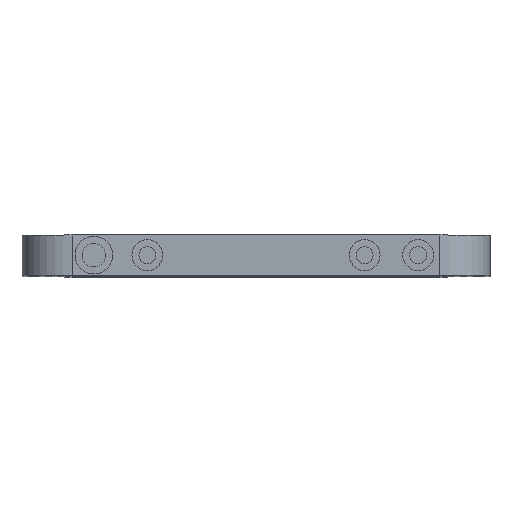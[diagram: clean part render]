
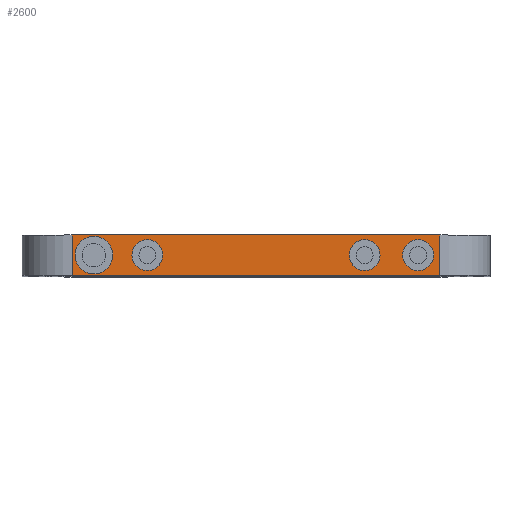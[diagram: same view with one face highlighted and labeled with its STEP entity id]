
A CAD part, top view. The second image highlights one B-rep face of the part: STEP entity #2600.
In plain terms, the highlighted planar face has unit normal (0, 0, 1).
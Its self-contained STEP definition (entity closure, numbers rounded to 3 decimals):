
#4 = AXIS2_PLACEMENT_3D ( 'NONE', #1431, #880, #2300 ) ;
#13 = ORIENTED_EDGE ( 'NONE', *, *, #446, .T. ) ;
#41 = VERTEX_POINT ( 'NONE', #150 ) ;
#44 = CIRCLE ( 'NONE', #424, 9.25 ) ;
#99 = CARTESIAN_POINT ( 'NONE',  ( 0., 12.05, 295. ) ) ;
#103 = VERTEX_POINT ( 'NONE', #3237 ) ;
#150 = CARTESIAN_POINT ( 'NONE',  ( 55.75, 0., 295. ) ) ;
#165 = EDGE_LOOP ( 'NONE', ( #2108, #388 ) ) ;
#185 = DIRECTION ( 'NONE',  ( 1., 0., 0. ) ) ;
#254 = EDGE_LOOP ( 'NONE', ( #2525, #2965 ) ) ;
#295 = VERTEX_POINT ( 'NONE', #3570 ) ;
#388 = ORIENTED_EDGE ( 'NONE', *, *, #3154, .F. ) ;
#398 = DIRECTION ( 'NONE',  ( 0., 0., 1. ) ) ;
#424 = AXIS2_PLACEMENT_3D ( 'NONE', #3451, #3155, #522 ) ;
#446 = EDGE_CURVE ( 'NONE', #2182, #1295, #2505, .T. ) ;
#460 = LINE ( 'NONE', #2530, #2783 ) ;
#517 = ORIENTED_EDGE ( 'NONE', *, *, #2123, .F. ) ;
#522 = DIRECTION ( 'NONE',  ( 1., 0., 0. ) ) ;
#547 = CIRCLE ( 'NONE', #916, 11.25 ) ;
#595 = AXIS2_PLACEMENT_3D ( 'NONE', #3074, #2802, #1362 ) ;
#596 = CARTESIAN_POINT ( 'NONE',  ( 87.75, 0., 295. ) ) ;
#627 = VERTEX_POINT ( 'NONE', #596 ) ;
#649 = EDGE_CURVE ( 'NONE', #295, #2182, #1829, .T. ) ;
#696 = DIRECTION ( 'NONE',  ( 0., -1., 0. ) ) ;
#759 = DIRECTION ( 'NONE',  ( 1., 0., 0. ) ) ;
#769 = DIRECTION ( 'NONE',  ( 0., 1., 0. ) ) ;
#798 = EDGE_CURVE ( 'NONE', #1010, #3007, #547, .T. ) ;
#822 = CARTESIAN_POINT ( 'NONE',  ( 97., 0., 295. ) ) ;
#849 = CIRCLE ( 'NONE', #1890, 9.25 ) ;
#880 = DIRECTION ( 'NONE',  ( 0., 0., 1. ) ) ;
#905 = EDGE_CURVE ( 'NONE', #1774, #627, #44, .T. ) ;
#916 = AXIS2_PLACEMENT_3D ( 'NONE', #1311, #2774, #185 ) ;
#963 = CIRCLE ( 'NONE', #1524, 9.25 ) ;
#987 = ORIENTED_EDGE ( 'NONE', *, *, #3006, .T. ) ;
#992 = VERTEX_POINT ( 'NONE', #1973 ) ;
#1010 = VERTEX_POINT ( 'NONE', #1418 ) ;
#1027 = FACE_BOUND ( 'NONE', #3291, .T. ) ;
#1031 = DIRECTION ( 'NONE',  ( -1., 0., 0. ) ) ;
#1235 = VERTEX_POINT ( 'NONE', #1566 ) ;
#1271 = CIRCLE ( 'NONE', #595, 11.25 ) ;
#1279 = CARTESIAN_POINT ( 'NONE',  ( 110., -12.05, 295. ) ) ;
#1293 = EDGE_CURVE ( 'NONE', #1235, #295, #2782, .T. ) ;
#1295 = VERTEX_POINT ( 'NONE', #1279 ) ;
#1311 = CARTESIAN_POINT ( 'NONE',  ( -97., 0., 295. ) ) ;
#1357 = CARTESIAN_POINT ( 'NONE',  ( 0., -12.05, 295. ) ) ;
#1362 = DIRECTION ( 'NONE',  ( 1., 0., 0. ) ) ;
#1370 = ORIENTED_EDGE ( 'NONE', *, *, #1293, .T. ) ;
#1390 = EDGE_CURVE ( 'NONE', #627, #1774, #2420, .T. ) ;
#1403 = AXIS2_PLACEMENT_3D ( 'NONE', #3123, #2836, #759 ) ;
#1408 = EDGE_CURVE ( 'NONE', #41, #992, #3782, .T. ) ;
#1411 = DIRECTION ( 'NONE',  ( 1., 0., 0. ) ) ;
#1418 = CARTESIAN_POINT ( 'NONE',  ( -108.25, 0., 295. ) ) ;
#1431 = CARTESIAN_POINT ( 'NONE',  ( -65., 0., 295. ) ) ;
#1432 = ORIENTED_EDGE ( 'NONE', *, *, #649, .T. ) ;
#1503 = AXIS2_PLACEMENT_3D ( 'NONE', #822, #3744, #1411 ) ;
#1524 = AXIS2_PLACEMENT_3D ( 'NONE', #2768, #398, #2189 ) ;
#1551 = EDGE_LOOP ( 'NONE', ( #2957, #2193 ) ) ;
#1566 = CARTESIAN_POINT ( 'NONE',  ( 110., 12.05, 295. ) ) ;
#1629 = CARTESIAN_POINT ( 'NONE',  ( -85.75, 0., 295. ) ) ;
#1676 = FACE_BOUND ( 'NONE', #165, .T. ) ;
#1720 = DIRECTION ( 'NONE',  ( 0., 0., 1. ) ) ;
#1736 = DIRECTION ( 'NONE',  ( 1., 0., 0. ) ) ;
#1774 = VERTEX_POINT ( 'NONE', #2421 ) ;
#1829 = LINE ( 'NONE', #3565, #3733 ) ;
#1877 = CARTESIAN_POINT ( 'NONE',  ( -65., 0., 295. ) ) ;
#1890 = AXIS2_PLACEMENT_3D ( 'NONE', #1877, #2163, #3422 ) ;
#1905 = CARTESIAN_POINT ( 'NONE',  ( -110., -12.05, 295. ) ) ;
#1973 = CARTESIAN_POINT ( 'NONE',  ( 74.25, 0., 295. ) ) ;
#2108 = ORIENTED_EDGE ( 'NONE', *, *, #3490, .F. ) ;
#2123 = EDGE_CURVE ( 'NONE', #992, #41, #963, .T. ) ;
#2163 = DIRECTION ( 'NONE',  ( 0., 0., 1. ) ) ;
#2182 = VERTEX_POINT ( 'NONE', #1905 ) ;
#2189 = DIRECTION ( 'NONE',  ( 1., 0., 0. ) ) ;
#2193 = ORIENTED_EDGE ( 'NONE', *, *, #798, .F. ) ;
#2300 = DIRECTION ( 'NONE',  ( 1., 0., 0. ) ) ;
#2382 = VECTOR ( 'NONE', #3689, 1000. ) ;
#2420 = CIRCLE ( 'NONE', #1503, 9.25 ) ;
#2421 = CARTESIAN_POINT ( 'NONE',  ( 106.25, 0., 295. ) ) ;
#2466 = EDGE_LOOP ( 'NONE', ( #1370, #1432, #13, #987 ) ) ;
#2505 = LINE ( 'NONE', #1357, #2382 ) ;
#2525 = ORIENTED_EDGE ( 'NONE', *, *, #905, .F. ) ;
#2530 = CARTESIAN_POINT ( 'NONE',  ( 110., -12.05, 295. ) ) ;
#2591 = CIRCLE ( 'NONE', #4, 9.25 ) ;
#2600 = ADVANCED_FACE ( 'NONE', ( #1676, #1027, #2872, #3397, #3437 ), #3379, .T. ) ;
#2768 = CARTESIAN_POINT ( 'NONE',  ( 65., 0., 295. ) ) ;
#2774 = DIRECTION ( 'NONE',  ( 0., 0., 1. ) ) ;
#2782 = LINE ( 'NONE', #99, #3105 ) ;
#2783 = VECTOR ( 'NONE', #769, 1000. ) ;
#2802 = DIRECTION ( 'NONE',  ( 0., 0., 1. ) ) ;
#2836 = DIRECTION ( 'NONE',  ( 0., 0., 1. ) ) ;
#2872 = FACE_BOUND ( 'NONE', #254, .T. ) ;
#2957 = ORIENTED_EDGE ( 'NONE', *, *, #3407, .F. ) ;
#2965 = ORIENTED_EDGE ( 'NONE', *, *, #1390, .F. ) ;
#3006 = EDGE_CURVE ( 'NONE', #1295, #1235, #460, .T. ) ;
#3007 = VERTEX_POINT ( 'NONE', #1629 ) ;
#3074 = CARTESIAN_POINT ( 'NONE',  ( -97., 0., 295. ) ) ;
#3105 = VECTOR ( 'NONE', #1031, 1000. ) ;
#3123 = CARTESIAN_POINT ( 'NONE',  ( 0., -12.05, 295. ) ) ;
#3128 = CARTESIAN_POINT ( 'NONE',  ( 65., 0., 295. ) ) ;
#3133 = VERTEX_POINT ( 'NONE', #3770 ) ;
#3154 = EDGE_CURVE ( 'NONE', #3133, #103, #2591, .T. ) ;
#3155 = DIRECTION ( 'NONE',  ( 0., 0., 1. ) ) ;
#3237 = CARTESIAN_POINT ( 'NONE',  ( -55.75, 0., 295. ) ) ;
#3291 = EDGE_LOOP ( 'NONE', ( #517, #3664 ) ) ;
#3379 = PLANE ( 'NONE',  #1403 ) ;
#3397 = FACE_BOUND ( 'NONE', #1551, .T. ) ;
#3407 = EDGE_CURVE ( 'NONE', #3007, #1010, #1271, .T. ) ;
#3422 = DIRECTION ( 'NONE',  ( 1., 0., 0. ) ) ;
#3437 = FACE_OUTER_BOUND ( 'NONE', #2466, .T. ) ;
#3451 = CARTESIAN_POINT ( 'NONE',  ( 97., 0., 295. ) ) ;
#3490 = EDGE_CURVE ( 'NONE', #103, #3133, #849, .T. ) ;
#3565 = CARTESIAN_POINT ( 'NONE',  ( -110., -12.05, 295. ) ) ;
#3570 = CARTESIAN_POINT ( 'NONE',  ( -110., 12.05, 295. ) ) ;
#3657 = AXIS2_PLACEMENT_3D ( 'NONE', #3128, #1720, #1736 ) ;
#3664 = ORIENTED_EDGE ( 'NONE', *, *, #1408, .F. ) ;
#3689 = DIRECTION ( 'NONE',  ( 1., 0., 0. ) ) ;
#3733 = VECTOR ( 'NONE', #696, 1000. ) ;
#3744 = DIRECTION ( 'NONE',  ( 0., 0., 1. ) ) ;
#3770 = CARTESIAN_POINT ( 'NONE',  ( -74.25, 0., 295. ) ) ;
#3782 = CIRCLE ( 'NONE', #3657, 9.25 ) ;
